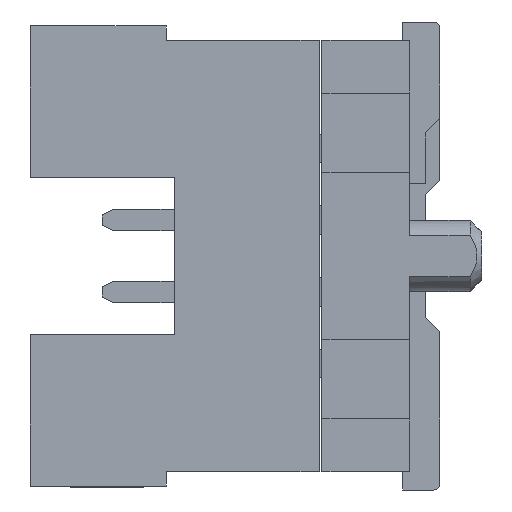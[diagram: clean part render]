
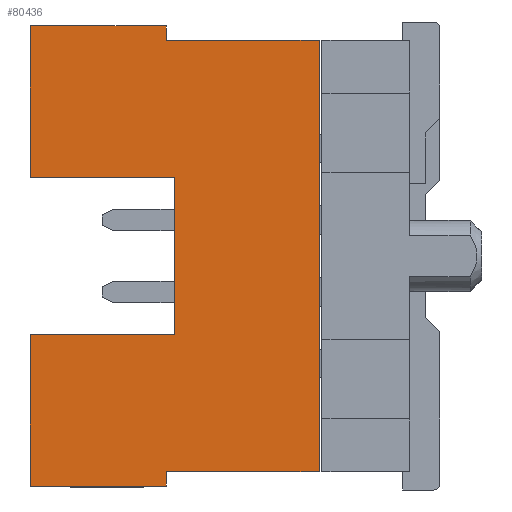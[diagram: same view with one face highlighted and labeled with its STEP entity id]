
A CAD part, left-side view. The second image highlights one B-rep face of the part: STEP entity #80436.
In plain terms, the highlighted planar face has unit normal (-1, 0, 0).
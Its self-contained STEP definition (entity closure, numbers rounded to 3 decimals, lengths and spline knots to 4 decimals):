
#57=DIRECTION('',(0.,0.,1.));
#58=VECTOR('',#57,7.62);
#59=CARTESIAN_POINT('',(-23.495,0.,-3.81));
#60=LINE('',#59,#58);
#61=DIRECTION('',(0.,0.,-1.));
#62=VECTOR('',#61,2.67);
#63=CARTESIAN_POINT('',(-23.495,5.1,-1.395));
#64=LINE('',#63,#62);
#65=DIRECTION('',(0.,-1.,0.));
#66=VECTOR('',#65,2.54);
#67=CARTESIAN_POINT('',(-23.495,5.1,1.395));
#68=LINE('',#67,#66);
#69=DIRECTION('',(0.,0.,-1.));
#70=VECTOR('',#69,2.67);
#71=CARTESIAN_POINT('',(-23.495,5.1,4.065));
#72=LINE('',#71,#70);
#73=DIRECTION('',(0.,1.,0.));
#74=VECTOR('',#73,2.4);
#75=CARTESIAN_POINT('',(-23.495,2.7,4.065));
#76=LINE('',#75,#74);
#77=DIRECTION('',(0.,0.,1.));
#78=VECTOR('',#77,0.255);
#79=CARTESIAN_POINT('',(-23.495,2.7,3.81));
#80=LINE('',#79,#78);
#81=DIRECTION('',(0.,1.,0.));
#82=VECTOR('',#81,2.7);
#83=CARTESIAN_POINT('',(-23.495,0.,3.81));
#84=LINE('',#83,#82);
#93=DIRECTION('',(0.,-1.,0.));
#94=VECTOR('',#93,2.7);
#95=CARTESIAN_POINT('',(-23.495,2.7,-3.81));
#96=LINE('',#95,#94);
#2775=DIRECTION('',(0.,1.,0.));
#2776=VECTOR('',#2775,2.54);
#2777=CARTESIAN_POINT('',(-23.495,2.56,-1.395));
#2778=LINE('',#2777,#2776);
#2803=DIRECTION('',(0.,0.,-1.));
#2804=VECTOR('',#2803,2.79);
#2805=CARTESIAN_POINT('',(-23.495,2.56,1.395));
#2806=LINE('',#2805,#2804);
#2919=DIRECTION('',(0.,1.,0.));
#2920=VECTOR('',#2919,2.4);
#2921=CARTESIAN_POINT('',(-23.495,2.7,-4.065));
#2922=LINE('',#2921,#2920);
#3203=DIRECTION('',(0.,0.,1.));
#3204=VECTOR('',#3203,0.255);
#3205=CARTESIAN_POINT('',(-23.495,2.7,-4.065));
#3206=LINE('',#3205,#3204);
#69561=CARTESIAN_POINT('',(-23.495,0.,3.81));
#69562=VERTEX_POINT('',#69561);
#69563=CARTESIAN_POINT('',(-23.495,0.,-3.81));
#69564=VERTEX_POINT('',#69563);
#70153=CARTESIAN_POINT('',(-23.495,2.7,3.81));
#70154=VERTEX_POINT('',#70153);
#70159=CARTESIAN_POINT('',(-23.495,2.7,4.065));
#70160=VERTEX_POINT('',#70159);
#70161=CARTESIAN_POINT('',(-23.495,5.1,4.065));
#70162=VERTEX_POINT('',#70161);
#70171=CARTESIAN_POINT('',(-23.495,5.1,1.395));
#70172=VERTEX_POINT('',#70171);
#70177=CARTESIAN_POINT('',(-23.495,5.1,-1.395));
#70178=VERTEX_POINT('',#70177);
#70179=CARTESIAN_POINT('',(-23.495,5.1,-4.065));
#70180=VERTEX_POINT('',#70179);
#70191=CARTESIAN_POINT('',(-23.495,2.56,1.395));
#70192=VERTEX_POINT('',#70191);
#70193=CARTESIAN_POINT('',(-23.495,2.7,-3.81));
#70194=VERTEX_POINT('',#70193);
#70195=CARTESIAN_POINT('',(-23.495,2.7,-4.065));
#70196=VERTEX_POINT('',#70195);
#70197=CARTESIAN_POINT('',(-23.495,2.56,-1.395));
#70198=VERTEX_POINT('',#70197);
#80411=CARTESIAN_POINT('',(-23.495,2.55,0.));
#80412=DIRECTION('',(1.,0.,0.));
#80413=DIRECTION('',(0.,0.,1.));
#80414=AXIS2_PLACEMENT_3D('',#80411,#80412,#80413);
#80415=PLANE('',#80414);
#80416=ORIENTED_EDGE('',*,*,#79703,.F.);
#80418=ORIENTED_EDGE('',*,*,#80417,.F.);
#80420=ORIENTED_EDGE('',*,*,#80419,.F.);
#80422=ORIENTED_EDGE('',*,*,#80421,.T.);
#80424=ORIENTED_EDGE('',*,*,#80423,.F.);
#80426=ORIENTED_EDGE('',*,*,#80425,.F.);
#80428=ORIENTED_EDGE('',*,*,#80427,.F.);
#80429=ORIENTED_EDGE('',*,*,#80402,.F.);
#80430=ORIENTED_EDGE('',*,*,#80373,.F.);
#80431=ORIENTED_EDGE('',*,*,#80353,.F.);
#80432=ORIENTED_EDGE('',*,*,#80339,.F.);
#80433=ORIENTED_EDGE('',*,*,#80325,.F.);
#80434=EDGE_LOOP('',(#80416,#80418,#80420,#80422,#80424,#80426,#80428,#80429,
#80430,#80431,#80432,#80433));
#80435=FACE_OUTER_BOUND('',#80434,.F.);
#80436=ADVANCED_FACE('',(#80435),#80415,.F.);
#79703=EDGE_CURVE('',#69564,#69562,#60,.T.);
#80325=EDGE_CURVE('',#69562,#70154,#84,.T.);
#80339=EDGE_CURVE('',#70154,#70160,#80,.T.);
#80353=EDGE_CURVE('',#70160,#70162,#76,.T.);
#80373=EDGE_CURVE('',#70162,#70172,#72,.T.);
#80402=EDGE_CURVE('',#70172,#70192,#68,.T.);
#80417=EDGE_CURVE('',#70194,#69564,#96,.T.);
#80419=EDGE_CURVE('',#70196,#70194,#3206,.T.);
#80421=EDGE_CURVE('',#70196,#70180,#2922,.T.);
#80423=EDGE_CURVE('',#70178,#70180,#64,.T.);
#80425=EDGE_CURVE('',#70198,#70178,#2778,.T.);
#80427=EDGE_CURVE('',#70192,#70198,#2806,.T.);
